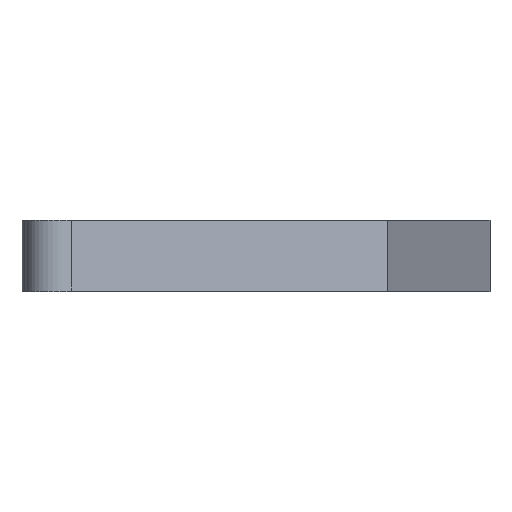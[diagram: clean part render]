
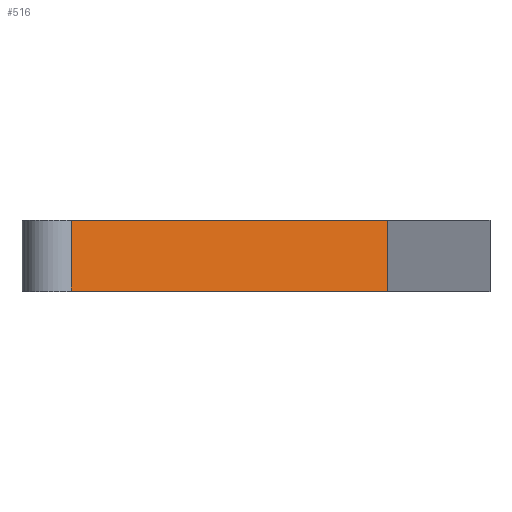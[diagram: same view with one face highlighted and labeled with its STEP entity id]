
A CAD part, left-side view. The second image highlights one B-rep face of the part: STEP entity #516.
In plain terms, the highlighted planar face has unit normal (-0.84, -0.543, 0).
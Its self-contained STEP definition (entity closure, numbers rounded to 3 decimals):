
#179=CARTESIAN_POINT('',(55.111,350.64,60.));
#180=VERTEX_POINT('',#179);
#189=CARTESIAN_POINT('',(55.111,350.64,0.));
#190=VERTEX_POINT('',#189);
#198=CARTESIAN_POINT('',(55.111,350.64,4.));
#199=VERTEX_POINT('',#198);
#200=CARTESIAN_POINT('',(55.111,350.64,0.));
#201=DIRECTION('',(-0.,-0.,1.));
#202=VECTOR('',#201,4.);
#203=LINE('',#200,#202);
#204=EDGE_CURVE('',#190,#199,#203,.T.);
#206=CARTESIAN_POINT('',(55.111,350.64,60.));
#207=DIRECTION('',(0.,0.,-1.));
#208=VECTOR('',#207,56.);
#209=LINE('',#206,#208);
#210=EDGE_CURVE('',#180,#199,#209,.T.);
#440=CARTESIAN_POINT('',(227.675,83.818,0.));
#441=VERTEX_POINT('',#440);
#448=CARTESIAN_POINT('',(55.111,350.64,0.));
#449=DIRECTION('',(0.543,-0.84,0.));
#450=VECTOR('',#449,317.761);
#451=LINE('',#448,#450);
#452=EDGE_CURVE('',#190,#441,#451,.T.);
#492=CARTESIAN_POINT('',(164.14,182.057,64.));
#493=DIRECTION('',(-0.84,-0.543,0.));
#494=DIRECTION('',(-0.543,0.84,0.));
#495=AXIS2_PLACEMENT_3D('',#492,#493,#494);
#496=PLANE('',#495);
#497=CARTESIAN_POINT('',(227.675,83.818,60.));
#498=VERTEX_POINT('',#497);
#499=CARTESIAN_POINT('',(55.111,350.64,60.));
#500=DIRECTION('',(0.543,-0.84,0.));
#501=VECTOR('',#500,317.761);
#502=LINE('',#499,#501);
#503=EDGE_CURVE('',#180,#498,#502,.T.);
#504=ORIENTED_EDGE('',*,*,#503,.F.);
#505=ORIENTED_EDGE('',*,*,#210,.T.);
#506=ORIENTED_EDGE('',*,*,#204,.F.);
#507=ORIENTED_EDGE('',*,*,#452,.T.);
#508=CARTESIAN_POINT('',(227.675,83.818,60.));
#509=DIRECTION('',(0.,0.,-1.));
#510=VECTOR('',#509,60.);
#511=LINE('',#508,#510);
#512=EDGE_CURVE('',#498,#441,#511,.T.);
#513=ORIENTED_EDGE('',*,*,#512,.F.);
#514=EDGE_LOOP('',(#504,#505,#506,#507,#513));
#515=FACE_BOUND('',#514,.T.);
#516=ADVANCED_FACE('',(#515),#496,.T.);
